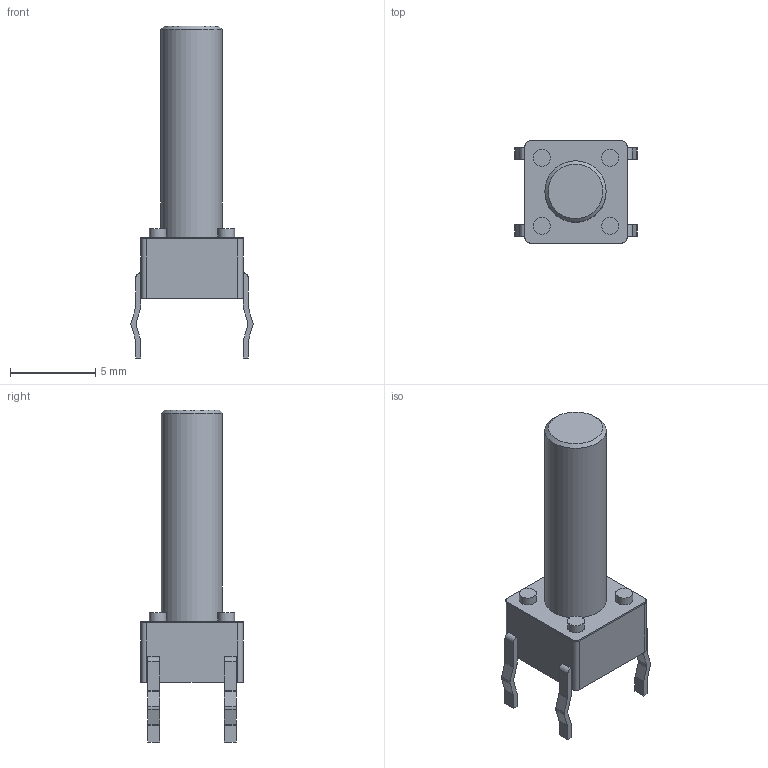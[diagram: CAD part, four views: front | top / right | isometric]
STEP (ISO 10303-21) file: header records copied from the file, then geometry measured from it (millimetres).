
FILE_DESCRIPTION(('FreeCAD Model'),'2;1');
FILE_NAME('Fusion.step','2020-03-21T14:38:44',( 'kicad StepUp'),('ksu MCAD'),'Open CASCADE STEP processor 7.3', 'FreeCAD','Unknown');
FILE_SCHEMA(('CONFIG_CONTROL_DESIGN','SHAPE_APPEARANCE_LAYER_MIM'));
Length unit declared in the file: millimetre
Products named in the file (1): Fusion
Bounding box: 7.17 x 6 x 19.5 mm (x, y, z)
Volume: 261 mm3; surface area: 334.8 mm2
Topology: 1 solids, 1 shells, 105 faces, 277 edges, 179 vertices
Faces by surface type: plane 63, cylinder 41, cone 1
Full cylindrical faces by diameter (mm): 1 x4, 3.6 x1
Entity records: 4013 total; most frequent: DIRECTION 568, CARTESIAN_POINT 562, ORIENTED_EDGE 554, EDGE_CURVE 277, LINE 198, VECTOR 198, AXIS2_PLACEMENT_3D 185, VERTEX_POINT 179
